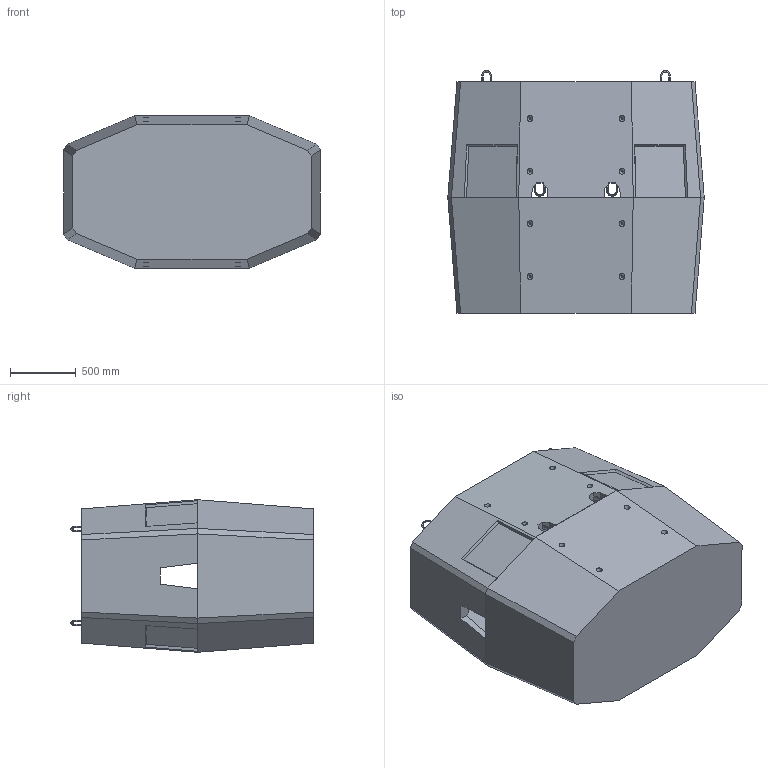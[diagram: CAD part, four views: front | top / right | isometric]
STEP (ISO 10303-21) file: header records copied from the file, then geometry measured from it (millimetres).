
FILE_DESCRIPTION (( 'STEP AP203' ), '1' );
FILE_NAME ('Êîëîäåö êàáåëüíûé ÊÊÑð-3-10_#11306.STEP', '2021-10-26T10:28:14', ( '' ), ( '' ), 'SwSTEP 2.0', 'SolidWorks 2018', '' );
FILE_SCHEMA (( 'CONFIG_CONTROL_DESIGN' ));
Length unit declared in the file: millimetre
Products named in the file (3): Êîëîäåö êàáåëüíûé ÊÊÑð-3-10_íèæí.ýë-ò_¤«ï ¯à®à ¡®âª¨ Œ12; Êîëîäåö êàáåëüíûé ÊÊÑð-3-10_#11306; ������� ��������� ����-3-10_�����.��-�_��� ������ ��⥫�
Assembly tree (2 placements, depth 2):
  Êîëîäåö êàáåëüíûé ÊÊÑð-3-10_#11306
    Êîëîäåö êàáåëüíûé ÊÊÑð-3-10_íèæí.ýë-ò_¤«ï ¯à®à ¡®âª¨ Œ12
    ������� ��������� ����-3-10_�����.��-�_��� ������ ��⥫�
Bounding box: 1950 x 1845 x 1160 mm (x, y, z)
Volume: 862989220.3 mm3; surface area: 22610117.2 mm2
Topology: 2 solids, 2 shells, 255 faces, 638 edges, 404 vertices
Faces by surface type: plane 141, cone 66, bspline 24, cylinder 16, torus 8
Entity records: 8813 total; most frequent: CARTESIAN_POINT 2570, ORIENTED_EDGE 1276, DIRECTION 1170, EDGE_CURVE 638, VECTOR 418, LINE 418, VERTEX_POINT 404, AXIS2_PLACEMENT_3D 376
